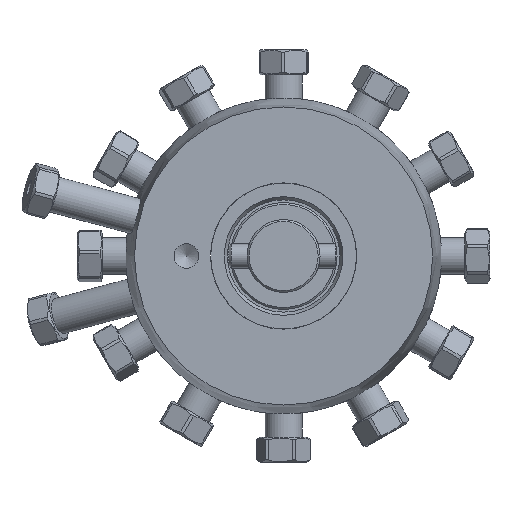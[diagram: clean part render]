
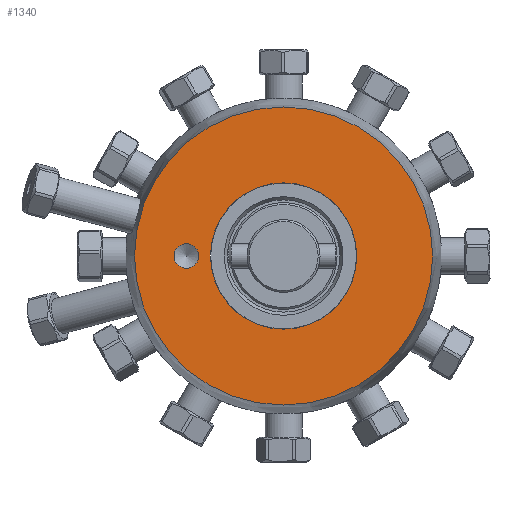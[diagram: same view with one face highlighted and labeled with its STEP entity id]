
A CAD part, left-side view. The second image highlights one B-rep face of the part: STEP entity #1340.
In plain terms, the highlighted planar face has unit normal (-1, 0, 0).
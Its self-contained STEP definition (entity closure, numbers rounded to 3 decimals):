
#1302=CARTESIAN_POINT('',(6.35,14.501,0.0));
#1303=DIRECTION('',(-1.0,0.0,0.0));
#1304=DIRECTION('',(0.0,0.0,1.0));
#1305=AXIS2_PLACEMENT_3D('',#1302,#1303,#1304);
#1306=PLANE('',#1305);
#1307=CARTESIAN_POINT('',(6.35,19.477,0.0));
#1308=VERTEX_POINT('',#1307);
#1309=CARTESIAN_POINT('',(6.35,0.0,0.0));
#1310=DIRECTION('',(1.0,0.0,0.0));
#1311=DIRECTION('',(0.0,1.0,0.0));
#1312=AXIS2_PLACEMENT_3D('',#1309,#1310,#1311);
#1313=CIRCLE('',#1312,19.477);
#1314=EDGE_CURVE('',#1308,#1308,#1313,.T.);
#1315=ORIENTED_EDGE('',*,*,#1314,.F.);
#1316=EDGE_LOOP('',(#1315));
#1317=FACE_OUTER_BOUND('',#1316,.T.);
#1318=CARTESIAN_POINT('',(6.35,9.555,0.));
#1319=VERTEX_POINT('',#1318);
#1320=CARTESIAN_POINT('',(6.35,0.0,0.0));
#1321=DIRECTION('',(-1.0,0.0,0.0));
#1322=DIRECTION('',(0.0,-1.0,0.0));
#1323=AXIS2_PLACEMENT_3D('',#1320,#1321,#1322);
#1324=CIRCLE('',#1323,9.555);
#1325=EDGE_CURVE('',#1319,#1319,#1324,.T.);
#1326=ORIENTED_EDGE('',*,*,#1325,.F.);
#1327=EDGE_LOOP('',(#1326));
#1328=FACE_BOUND('',#1327,.T.);
#1329=CARTESIAN_POINT('',(6.35,12.7,1.607));
#1330=VERTEX_POINT('',#1329);
#1331=CARTESIAN_POINT('',(6.35,12.7,0.0));
#1332=DIRECTION('',(1.0,0.0,0.0));
#1333=DIRECTION('',(0.0,0.0,1.0));
#1334=AXIS2_PLACEMENT_3D('',#1331,#1332,#1333);
#1335=CIRCLE('',#1334,1.607);
#1336=EDGE_CURVE('',#1330,#1330,#1335,.T.);
#1337=ORIENTED_EDGE('',*,*,#1336,.T.);
#1338=EDGE_LOOP('',(#1337));
#1339=FACE_BOUND('',#1338,.T.);
#1340=ADVANCED_FACE('',(#1317,#1328,#1339),#1306,.T.);
